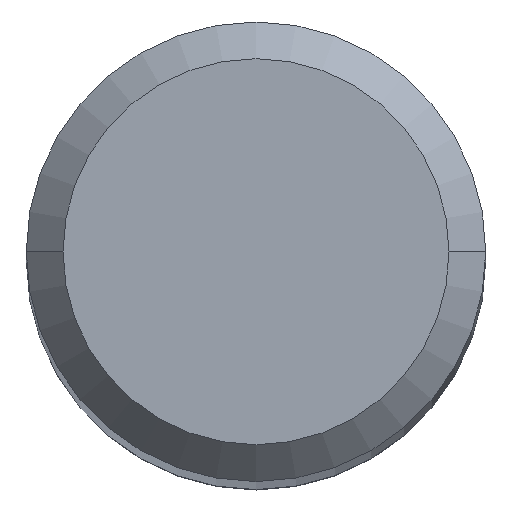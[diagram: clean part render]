
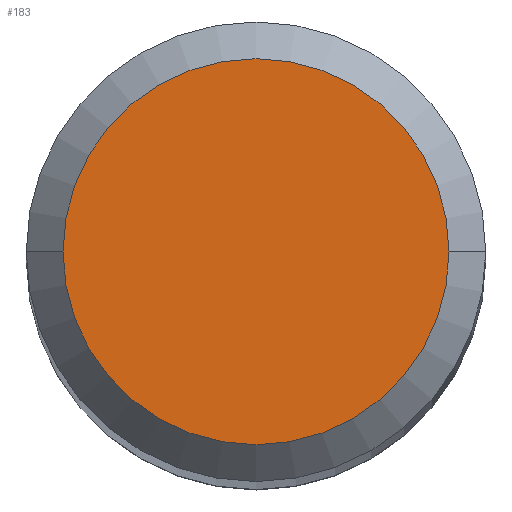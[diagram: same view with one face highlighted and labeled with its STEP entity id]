
A CAD part, top view. The second image highlights one B-rep face of the part: STEP entity #183.
In plain terms, the highlighted planar face has unit normal (0, 0, 1).
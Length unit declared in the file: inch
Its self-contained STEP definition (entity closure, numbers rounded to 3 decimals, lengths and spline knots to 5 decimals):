
#8 = CIRCLE ( 'NONE', #17, 0.07875 ) ;
#17 = AXIS2_PLACEMENT_3D ( 'NONE', #129, #242, #341 ) ;
#60 = AXIS2_PLACEMENT_3D ( 'NONE', #249, #351, #146 ) ;
#68 = CIRCLE ( 'NONE', #279, 0.07875 ) ;
#72 = EDGE_CURVE ( 'NONE', #196, #92, #68, .T. ) ;
#92 = VERTEX_POINT ( 'NONE', #336 ) ;
#97 = EDGE_CURVE ( 'NONE', #92, #196, #8, .T. ) ;
#104 = DIRECTION ( 'NONE',  ( 0., 0., 1. ) ) ;
#129 = CARTESIAN_POINT ( 'NONE',  ( 0., 0., 2. ) ) ;
#146 = DIRECTION ( 'NONE',  ( 1., 0., 0. ) ) ;
#165 = CARTESIAN_POINT ( 'NONE',  ( 0., 0., 2. ) ) ;
#183 = ADVANCED_FACE ( 'NONE', ( #219 ), #224, .T. ) ;
#196 = VERTEX_POINT ( 'NONE', #256 ) ;
#218 = DIRECTION ( 'NONE',  ( 1., 0., 0. ) ) ;
#219 = FACE_OUTER_BOUND ( 'NONE', #399, .T. ) ;
#224 = PLANE ( 'NONE',  #60 ) ;
#242 = DIRECTION ( 'NONE',  ( 0., 0., 1. ) ) ;
#249 = CARTESIAN_POINT ( 'NONE',  ( 0., 0., 2. ) ) ;
#256 = CARTESIAN_POINT ( 'NONE',  ( -0.07875, 0., 2. ) ) ;
#279 = AXIS2_PLACEMENT_3D ( 'NONE', #165, #104, #218 ) ;
#298 = ORIENTED_EDGE ( 'NONE', *, *, #72, .T. ) ;
#317 = ORIENTED_EDGE ( 'NONE', *, *, #97, .T. ) ;
#336 = CARTESIAN_POINT ( 'NONE',  ( 0.07875, 0., 2. ) ) ;
#341 = DIRECTION ( 'NONE',  ( 1., 0., 0. ) ) ;
#351 = DIRECTION ( 'NONE',  ( 0., 0., 1. ) ) ;
#399 = EDGE_LOOP ( 'NONE', ( #298, #317 ) ) ;
